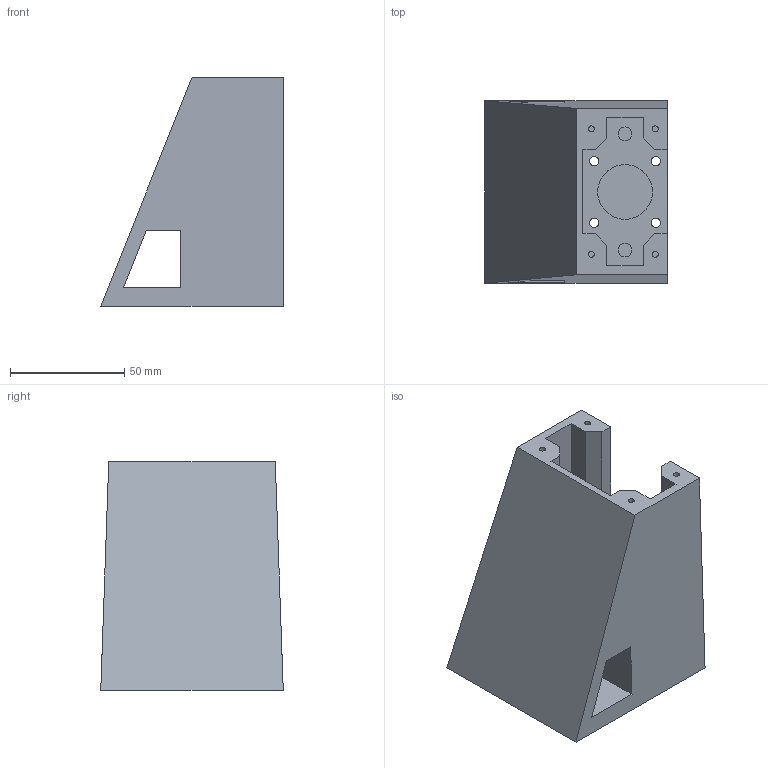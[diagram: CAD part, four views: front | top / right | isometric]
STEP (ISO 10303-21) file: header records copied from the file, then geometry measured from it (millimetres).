
FILE_DESCRIPTION(('FreeCAD Model'),'2;1');
FILE_NAME('Open CASCADE Shape Model','2025-03-18T18:18:12',('Author'),( ''),'Open CASCADE STEP processor 7.8','FreeCAD','Unknown');
FILE_SCHEMA(('AUTOMOTIVE_DESIGN { 1 0 10303 214 1 1 1 1 }'));
Length unit declared in the file: millimetre
Products named in the file (1): base
Bounding box: 80 x 80 x 100 mm (x, y, z)
Volume: 251802.7 mm3; surface area: 55390.6 mm2
Topology: 1 solids, 1 shells, 52 faces, 117 edges, 78 vertices
Faces by surface type: plane 37, cylinder 15
Full cylindrical faces by diameter (mm): 2.6 x4, 4 x4, 6 x6, 24 x1
Entity records: 1493 total; most frequent: DIRECTION 253, CARTESIAN_POINT 248, ORIENTED_EDGE 234, EDGE_CURVE 117, LINE 87, VECTOR 87, AXIS2_PLACEMENT_3D 83, VERTEX_POINT 78
